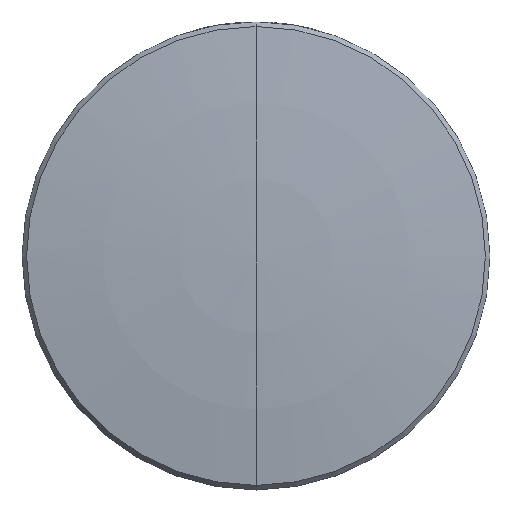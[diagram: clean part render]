
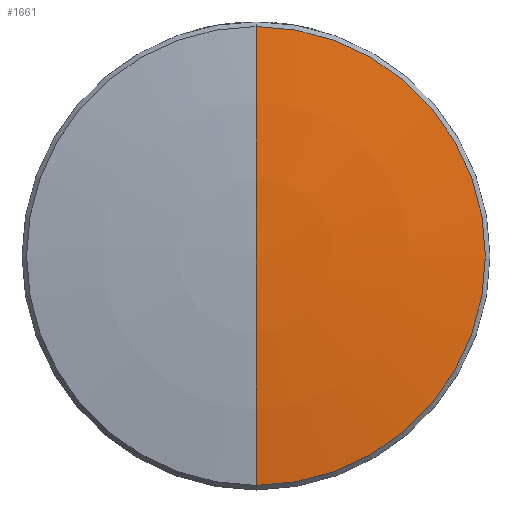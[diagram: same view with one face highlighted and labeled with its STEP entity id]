
A CAD part, top view. The second image highlights one B-rep face of the part: STEP entity #1661.
In plain terms, the highlighted toroidal (fillet/blend) face has major radius 0.005 mm and minor radius 92.01 mm.
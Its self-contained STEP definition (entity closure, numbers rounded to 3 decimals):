
#7 = ORIENTED_EDGE ( 'NONE', *, *, #353, .T. ) ;
#55 = VERTEX_POINT ( 'NONE', #2138 ) ;
#197 = CARTESIAN_POINT ( 'NONE',  ( 0., 0., 2.034 ) ) ;
#216 = CARTESIAN_POINT ( 'NONE',  ( 0., 12.453, 2.034 ) ) ;
#292 = EDGE_CURVE ( 'NONE', #55, #1960, #691, .T. ) ;
#353 = EDGE_CURVE ( 'NONE', #1960, #1127, #818, .T. ) ;
#423 = DIRECTION ( 'NONE',  ( 0., 1., 0. ) ) ;
#504 = AXIS2_PLACEMENT_3D ( 'NONE', #197, #1722, #753 ) ;
#573 = DIRECTION ( 'NONE',  ( 0., 1., 0. ) ) ;
#652 = FACE_OUTER_BOUND ( 'NONE', #1539, .T. ) ;
#690 = AXIS2_PLACEMENT_3D ( 'NONE', #828, #801, #2172 ) ;
#691 = CIRCLE ( 'NONE', #1547, 92.01 ) ;
#746 = CIRCLE ( 'NONE', #690, 92.01 ) ;
#753 = DIRECTION ( 'NONE',  ( 0., 1., 0. ) ) ;
#801 = DIRECTION ( 'NONE',  ( -1., 0., 0. ) ) ;
#818 = CIRCLE ( 'NONE', #504, 12.453 ) ;
#828 = CARTESIAN_POINT ( 'NONE',  ( 0., 0.005, -89.13 ) ) ;
#960 = TOROIDAL_SURFACE ( 'NONE', #1608, 0.005, 92.01 ) ;
#962 = EDGE_CURVE ( 'NONE', #55, #1127, #746, .T. ) ;
#1033 = ORIENTED_EDGE ( 'NONE', *, *, #962, .F. ) ;
#1127 = VERTEX_POINT ( 'NONE', #216 ) ;
#1356 = ORIENTED_EDGE ( 'NONE', *, *, #292, .T. ) ;
#1476 = CARTESIAN_POINT ( 'NONE',  ( 0., -12.453, 2.034 ) ) ;
#1539 = EDGE_LOOP ( 'NONE', ( #1033, #1356, #7 ) ) ;
#1547 = AXIS2_PLACEMENT_3D ( 'NONE', #1955, #1751, #423 ) ;
#1608 = AXIS2_PLACEMENT_3D ( 'NONE', #2309, #2121, #573 ) ;
#1661 = ADVANCED_FACE ( 'NONE', ( #652 ), #960, .T. ) ;
#1722 = DIRECTION ( 'NONE',  ( 0., 0., 1. ) ) ;
#1751 = DIRECTION ( 'NONE',  ( 1., 0., 0. ) ) ;
#1955 = CARTESIAN_POINT ( 'NONE',  ( 0., -0.005, -89.13 ) ) ;
#1960 = VERTEX_POINT ( 'NONE', #1476 ) ;
#2121 = DIRECTION ( 'NONE',  ( 0., 0., -1. ) ) ;
#2138 = CARTESIAN_POINT ( 'NONE',  ( 0., 0., 2.88 ) ) ;
#2172 = DIRECTION ( 'NONE',  ( 0., 0., 1. ) ) ;
#2309 = CARTESIAN_POINT ( 'NONE',  ( 0., 0., -89.13 ) ) ;
